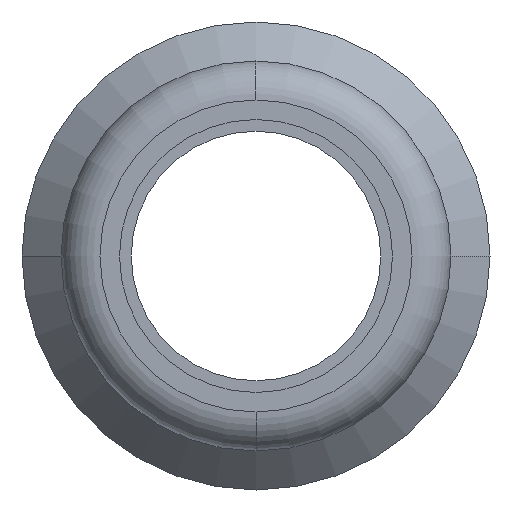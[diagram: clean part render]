
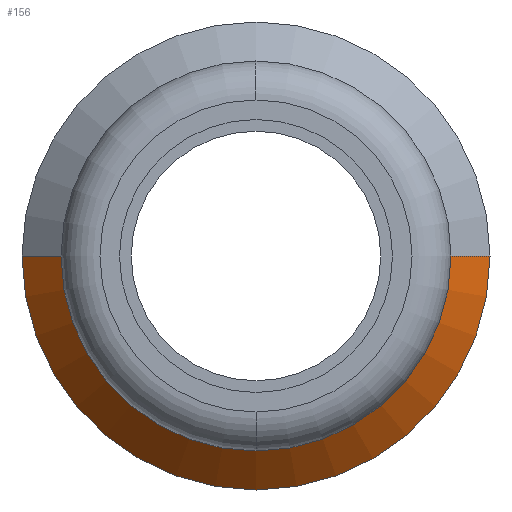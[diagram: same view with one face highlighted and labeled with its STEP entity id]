
A CAD part, front view. The second image highlights one B-rep face of the part: STEP entity #156.
In plain terms, the highlighted conical face has half-angle 45 degrees and reference radius 5.5 mm.
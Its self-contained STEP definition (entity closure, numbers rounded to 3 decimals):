
#156=ADVANCED_FACE('',(#326),#327,.T.);
#326=FACE_OUTER_BOUND('',#505,.T.);
#327=CONICAL_SURFACE('',#506,5.5,0.785);
#505=EDGE_LOOP('',(#873,#874,#875,#876));
#506=AXIS2_PLACEMENT_3D('',#877,#878,#879);
#873=ORIENTED_EDGE('',*,*,#1037,.F.);
#874=ORIENTED_EDGE('',*,*,#1095,.T.);
#875=ORIENTED_EDGE('',*,*,#1038,.F.);
#876=ORIENTED_EDGE('',*,*,#1107,.F.);
#877=CARTESIAN_POINT('',(0.0,5.5,0.0));
#878=DIRECTION('',(-0.0,1.0,-0.0));
#879=DIRECTION('',(1.0,0.0,0.0));
#1037=EDGE_CURVE('',#1234,#1194,#1235,.T.);
#1038=EDGE_CURVE('',#1199,#1236,#1237,.T.);
#1095=EDGE_CURVE('',#1234,#1236,#1319,.T.);
#1107=EDGE_CURVE('',#1194,#1199,#1335,.T.);
#1194=VERTEX_POINT('',#1432);
#1199=VERTEX_POINT('',#1438);
#1234=VERTEX_POINT('',#1478);
#1235=LINE('',#1479,#1480);
#1236=VERTEX_POINT('',#1481);
#1237=LINE('',#1482,#1483);
#1319=CIRCLE('',#1583,5.0);
#1335=CIRCLE('',#1601,6.0);
#1432=CARTESIAN_POINT('',(6.0,6.0,0.0));
#1438=CARTESIAN_POINT('',(-6.0,6.0,0.));
#1478=CARTESIAN_POINT('',(5.0,5.0,0.0));
#1479=CARTESIAN_POINT('',(5.5,5.5,0.));
#1480=VECTOR('',#1744,1.0);
#1481=CARTESIAN_POINT('',(-5.0,5.0,0.));
#1482=CARTESIAN_POINT('',(-5.5,5.5,0.));
#1483=VECTOR('',#1745,1.0);
#1583=AXIS2_PLACEMENT_3D('',#1830,#1831,#1832);
#1601=AXIS2_PLACEMENT_3D('',#1850,#1851,#1852);
#1744=DIRECTION('',(0.707,0.707,0.));
#1745=DIRECTION('',(0.707,-0.707,0.));
#1830=CARTESIAN_POINT('',(0.0,5.0,0.0));
#1831=DIRECTION('',(-0.0,1.0,0.0));
#1832=DIRECTION('',(1.0,0.0,0.0));
#1850=CARTESIAN_POINT('',(0.0,6.0,0.0));
#1851=DIRECTION('',(-0.0,1.0,0.0));
#1852=DIRECTION('',(1.0,0.0,0.0));
